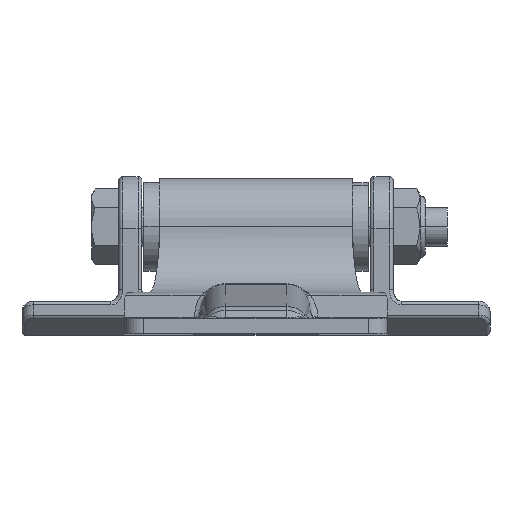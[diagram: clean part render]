
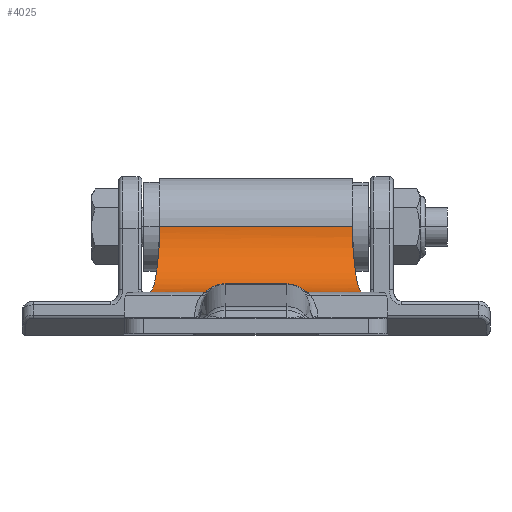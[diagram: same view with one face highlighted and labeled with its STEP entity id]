
A CAD part, top view. The second image highlights one B-rep face of the part: STEP entity #4025.
In plain terms, the highlighted cylindrical face has radius 17 mm (diameter 34 mm), a partial arc.
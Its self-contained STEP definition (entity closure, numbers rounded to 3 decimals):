
#1755 = FACE_OUTER_BOUND ( 'NONE', #2977, .T. ) ;
#1756 = CYLINDRICAL_SURFACE ( 'NONE', #1757, 17. ) ;
#1757 = AXIS2_PLACEMENT_3D ( 'NONE', #8233, #8234, #8235 ) ;
#2049 = VERTEX_POINT ( 'NONE', #8595 ) ;
#2050 = VERTEX_POINT ( 'NONE', #8596 ) ;
#2051 = VERTEX_POINT ( 'NONE', #8597 ) ;
#2052 = VERTEX_POINT ( 'NONE', #8598 ) ;
#2053 = VERTEX_POINT ( 'NONE', #8599 ) ;
#2054 = VERTEX_POINT ( 'NONE', #8600 ) ;
#2088 = VERTEX_POINT ( 'NONE', #8634 ) ;
#2095 = VERTEX_POINT ( 'NONE', #8641 ) ;
#2977 = EDGE_LOOP ( 'NONE', ( #3404, #3406, #3405, #3407, #3409, #3408, #3410, #3411 ) ) ;
#3404 = ORIENTED_EDGE ( 'NONE', *, *, #8442, .T. ) ;
#3405 = ORIENTED_EDGE ( 'NONE', *, *, #5596, .T. ) ;
#3406 = ORIENTED_EDGE ( 'NONE', *, *, #8441, .T. ) ;
#3407 = ORIENTED_EDGE ( 'NONE', *, *, #8443, .F. ) ;
#3408 = ORIENTED_EDGE ( 'NONE', *, *, #8445, .F. ) ;
#3409 = ORIENTED_EDGE ( 'NONE', *, *, #8444, .F. ) ;
#3410 = ORIENTED_EDGE ( 'NONE', *, *, #8439, .T. ) ;
#3411 = ORIENTED_EDGE ( 'NONE', *, *, #8446, .T. ) ;
#3508 = CARTESIAN_POINT ( 'NONE',  ( 21.019, -14.733, -8. ) ) ;
#3512 = LINE ( 'NONE', #3513, #6621 ) ;
#3513 = CARTESIAN_POINT ( 'NONE',  ( 29.5, -17., 34. ) ) ;
#3514 = DIRECTION ( 'NONE',  ( 0., 0., -1. ) ) ;
#3518 = CARTESIAN_POINT ( 'NONE',  ( 21.019, -14.733, -8.241 ) ) ;
#3519 = CARTESIAN_POINT ( 'NONE',  ( 21.04, -14.746, -8.477 ) ) ;
#3520 = CARTESIAN_POINT ( 'NONE',  ( 21.122, -14.792, -8.942 ) ) ;
#3521 = CARTESIAN_POINT ( 'NONE',  ( 21.184, -14.827, -9.171 ) ) ;
#3522 = CARTESIAN_POINT ( 'NONE',  ( 21.345, -14.916, -9.615 ) ) ;
#3523 = CARTESIAN_POINT ( 'NONE',  ( 21.443, -14.97, -9.827 ) ) ;
#3524 = CARTESIAN_POINT ( 'NONE',  ( 21.667, -15.089, -10.227 ) ) ;
#3525 = CARTESIAN_POINT ( 'NONE',  ( 21.794, -15.154, -10.415 ) ) ;
#3526 = CARTESIAN_POINT ( 'NONE',  ( 22.073, -15.293, -10.773 ) ) ;
#3527 = CARTESIAN_POINT ( 'NONE',  ( 22.227, -15.367, -10.943 ) ) ;
#3528 = CARTESIAN_POINT ( 'NONE',  ( 22.552, -15.516, -11.256 ) ) ;
#3529 = CARTESIAN_POINT ( 'NONE',  ( 22.723, -15.592, -11.401 ) ) ;
#3530 = CARTESIAN_POINT ( 'NONE',  ( 23.08, -15.742, -11.671 ) ) ;
#3531 = CARTESIAN_POINT ( 'NONE',  ( 23.267, -15.817, -11.796 ) ) ;
#3532 = CARTESIAN_POINT ( 'NONE',  ( 23.654, -15.965, -12.028 ) ) ;
#3533 = CARTESIAN_POINT ( 'NONE',  ( 23.856, -16.037, -12.135 ) ) ;
#3534 = CARTESIAN_POINT ( 'NONE',  ( 24.47, -16.245, -12.428 ) ) ;
#3535 = CARTESIAN_POINT ( 'NONE',  ( 24.896, -16.371, -12.589 ) ) ;
#3536 = CARTESIAN_POINT ( 'NONE',  ( 25.774, -16.593, -12.857 ) ) ;
#3537 = CARTESIAN_POINT ( 'NONE',  ( 26.229, -16.689, -12.964 ) ) ;
#3538 = CARTESIAN_POINT ( 'NONE',  ( 27.61, -16.92, -13.215 ) ) ;
#3539 = CARTESIAN_POINT ( 'NONE',  ( 28.548, -17., -13.292 ) ) ;
#3540 = CARTESIAN_POINT ( 'NONE',  ( 29.5, -17., -13.292 ) ) ;
#3541 = LINE ( 'NONE', #3542, #6624 ) ;
#3542 = CARTESIAN_POINT ( 'NONE',  ( 21.019, -14.733, 34. ) ) ;
#3543 = DIRECTION ( 'NONE',  ( 0., 0., -1. ) ) ;
#3544 = CARTESIAN_POINT ( 'NONE',  ( 12.5, 0., -25. ) ) ;
#3545 = CARTESIAN_POINT ( 'NONE',  ( 12.5, -9.958, -25. ) ) ;
#3546 = CARTESIAN_POINT ( 'NONE',  ( 19.542, -17., -26.093 ) ) ;
#3547 = CARTESIAN_POINT ( 'NONE',  ( 29.5, -17., -27.638 ) ) ;
#3548 = LINE ( 'NONE', #3549, #6627 ) ;
#3549 = CARTESIAN_POINT ( 'NONE',  ( 12.5, 0., 34. ) ) ;
#3550 = DIRECTION ( 'NONE',  ( 0., 0., -1. ) ) ;
#3551 = CARTESIAN_POINT ( 'NONE',  ( 29.5, -17., 27.638 ) ) ;
#3552 = CARTESIAN_POINT ( 'NONE',  ( 19.542, -17., 26.093 ) ) ;
#3553 = CARTESIAN_POINT ( 'NONE',  ( 12.5, -9.958, 25. ) ) ;
#3554 = CARTESIAN_POINT ( 'NONE',  ( 12.5, 0., 25. ) ) ;
#3555 = CARTESIAN_POINT ( 'NONE',  ( 29.5, -17., 13.292 ) ) ;
#3556 = CARTESIAN_POINT ( 'NONE',  ( 28.547, -17., 13.292 ) ) ;
#3557 = CARTESIAN_POINT ( 'NONE',  ( 27.612, -16.92, 13.215 ) ) ;
#3558 = CARTESIAN_POINT ( 'NONE',  ( 26.234, -16.69, 12.965 ) ) ;
#3559 = CARTESIAN_POINT ( 'NONE',  ( 25.777, -16.594, 12.857 ) ) ;
#3560 = CARTESIAN_POINT ( 'NONE',  ( 24.897, -16.371, 12.59 ) ) ;
#3561 = CARTESIAN_POINT ( 'NONE',  ( 24.472, -16.245, 12.429 ) ) ;
#3562 = CARTESIAN_POINT ( 'NONE',  ( 23.654, -15.969, 12.039 ) ) ;
#3563 = CARTESIAN_POINT ( 'NONE',  ( 23.26, -15.818, 11.807 ) ) ;
#3564 = CARTESIAN_POINT ( 'NONE',  ( 22.723, -15.592, 11.402 ) ) ;
#3565 = CARTESIAN_POINT ( 'NONE',  ( 22.552, -15.517, 11.257 ) ) ;
#3566 = CARTESIAN_POINT ( 'NONE',  ( 22.228, -15.367, 10.944 ) ) ;
#3567 = CARTESIAN_POINT ( 'NONE',  ( 22.074, -15.293, 10.774 ) ) ;
#3568 = CARTESIAN_POINT ( 'NONE',  ( 21.794, -15.154, 10.416 ) ) ;
#3569 = CARTESIAN_POINT ( 'NONE',  ( 21.667, -15.089, 10.227 ) ) ;
#3570 = CARTESIAN_POINT ( 'NONE',  ( 21.443, -14.97, 9.828 ) ) ;
#3571 = CARTESIAN_POINT ( 'NONE',  ( 21.345, -14.916, 9.615 ) ) ;
#3572 = CARTESIAN_POINT ( 'NONE',  ( 21.185, -14.828, 9.173 ) ) ;
#3573 = CARTESIAN_POINT ( 'NONE',  ( 21.124, -14.793, 8.947 ) ) ;
#3574 = CARTESIAN_POINT ( 'NONE',  ( 21.041, -14.746, 8.481 ) ) ;
#3575 = CARTESIAN_POINT ( 'NONE',  ( 21.019, -14.733, 8.241 ) ) ;
#3576 = CARTESIAN_POINT ( 'NONE',  ( 21.019, -14.733, 8. ) ) ;
#4025 = ADVANCED_FACE ( 'NONE', ( #1755 ), #1756, .F. ) ;
#4572 = LINE ( 'NONE', #4573, #4774 ) ;
#4573 = CARTESIAN_POINT ( 'NONE',  ( 29.5, -17., 34. ) ) ;
#4574 = DIRECTION ( 'NONE',  ( 0., 0., -1. ) ) ;
#4774 = VECTOR ( 'NONE', #4574, 1000. ) ;
#5596 = EDGE_CURVE ( 'NONE', #2095, #2088, #4572, .T. ) ;
#6621 = VECTOR ( 'NONE', #3514, 1000. ) ;
#6624 = VECTOR ( 'NONE', #3543, 1000. ) ;
#6627 = VECTOR ( 'NONE', #3550, 1000. ) ;
#8037 = B_SPLINE_CURVE_WITH_KNOTS ( 'NONE', 3,
 ( #3508, #3518, #3519, #3520, #3521, #3522, #3523, #3524, #3525, #3526, #3527, #3528, #3529, #3530, #3531, #3532, #3533, #3534, #3535, #3536, #3537, #3538, #3539, #3540 ),
 .UNSPECIFIED., .F., .F.,
 ( 4, 2, 2, 2, 2, 2, 2, 2, 2, 2, 2, 4 ),
 ( 0., 0.001, 0.001, 0.002, 0.003, 0.004, 0.004, 0.005, 0.006, 0.007, 0.009, 0.011 ),
 .UNSPECIFIED. ) ;
#8038 =( BOUNDED_CURVE ( )  B_SPLINE_CURVE ( 3, ( #3544, #3545, #3546, #3547 ),
 .UNSPECIFIED., .F., .T. ) 
 B_SPLINE_CURVE_WITH_KNOTS ( ( 4, 4 ),
 ( 3.142, 4.712 ),
 .UNSPECIFIED. ) 
 CURVE ( )  GEOMETRIC_REPRESENTATION_ITEM ( )  RATIONAL_B_SPLINE_CURVE ( ( 1., 0.805, 0.805, 1. ) ) 
 REPRESENTATION_ITEM ( '' )  );
#8039 =( BOUNDED_CURVE ( )  B_SPLINE_CURVE ( 3, ( #3551, #3552, #3553, #3554 ),
 .UNSPECIFIED., .F., .T. ) 
 B_SPLINE_CURVE_WITH_KNOTS ( ( 4, 4 ),
 ( 4.712, 6.283 ),
 .UNSPECIFIED. ) 
 CURVE ( )  GEOMETRIC_REPRESENTATION_ITEM ( )  RATIONAL_B_SPLINE_CURVE ( ( 1., 0.805, 0.805, 1. ) ) 
 REPRESENTATION_ITEM ( '' )  );
#8040 = B_SPLINE_CURVE_WITH_KNOTS ( 'NONE', 3,
 ( #3555, #3556, #3557, #3558, #3559, #3560, #3561, #3562, #3563, #3564, #3565, #3566, #3567, #3568, #3569, #3570, #3571, #3572, #3573, #3574, #3575, #3576 ),
 .UNSPECIFIED., .F., .F.,
 ( 4, 2, 2, 2, 2, 2, 2, 2, 2, 2, 4 ),
 ( 0., 0.003, 0.004, 0.006, 0.007, 0.008, 0.008, 0.009, 0.01, 0.011, 0.011 ),
 .UNSPECIFIED. ) ;
#8233 = CARTESIAN_POINT ( 'NONE',  ( 29.5, 0., 34. ) ) ;
#8234 = DIRECTION ( 'NONE',  ( 0., 0., -1. ) ) ;
#8235 = DIRECTION ( 'NONE',  ( -1., 0., 0. ) ) ;
#8439 = EDGE_CURVE ( 'NONE', #2050, #2049, #3512, .T. ) ;
#8441 = EDGE_CURVE ( 'NONE', #2052, #2095, #8037, .T. ) ;
#8442 = EDGE_CURVE ( 'NONE', #2051, #2052, #3541, .T. ) ;
#8443 = EDGE_CURVE ( 'NONE', #2053, #2088, #8038, .T. ) ;
#8444 = EDGE_CURVE ( 'NONE', #2054, #2053, #3548, .T. ) ;
#8445 = EDGE_CURVE ( 'NONE', #2050, #2054, #8039, .T. ) ;
#8446 = EDGE_CURVE ( 'NONE', #2049, #2051, #8040, .T. ) ;
#8595 = CARTESIAN_POINT ( 'NONE',  ( 29.5, -17., 13.292 ) ) ;
#8596 = CARTESIAN_POINT ( 'NONE',  ( 29.5, -17., 27.638 ) ) ;
#8597 = CARTESIAN_POINT ( 'NONE',  ( 21.019, -14.733, 8. ) ) ;
#8598 = CARTESIAN_POINT ( 'NONE',  ( 21.019, -14.733, -8. ) ) ;
#8599 = CARTESIAN_POINT ( 'NONE',  ( 12.5, 0., -25. ) ) ;
#8600 = CARTESIAN_POINT ( 'NONE',  ( 12.5, 0., 25. ) ) ;
#8634 = CARTESIAN_POINT ( 'NONE',  ( 29.5, -17., -27.638 ) ) ;
#8641 = CARTESIAN_POINT ( 'NONE',  ( 29.5, -17., -13.292 ) ) ;
